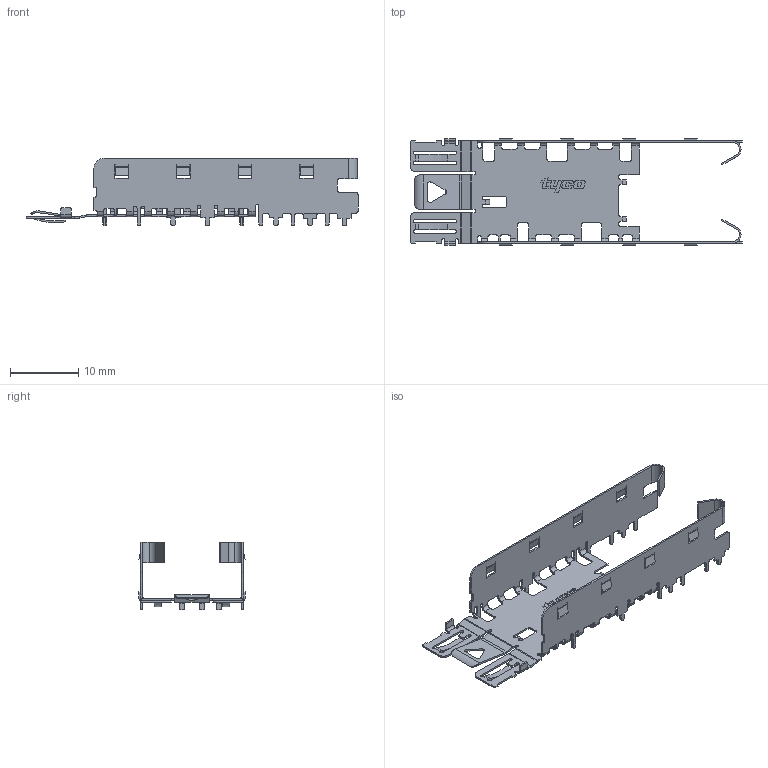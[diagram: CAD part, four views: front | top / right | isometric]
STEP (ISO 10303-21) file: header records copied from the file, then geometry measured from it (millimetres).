
FILE_DESCRIPTION((''),'2;1');
FILE_NAME('TYCO_6367034-1_(Cage Bot).stp','2010-01-21T16:33:26',(''),(''),'Mechanical Desktop 2006','Mechanical Desktop 2006',', , ');
FILE_SCHEMA(('AUTOMOTIVE_DESIGN { 1 2 10303 214 0 1 1 1 }'));
Length unit declared in the file: millimetre
Products named in the file (1): Product
Bounding box: 48.5 x 15.55 x 9.9 mm (x, y, z)
Volume: 256.1 mm3; surface area: 2195.4 mm2
Topology: 1 solids, 1 shells, 648 faces, 2001 edges, 1330 vertices
Faces by surface type: plane 370, cylinder 278
Entity records: 22542 total; most frequent: CARTESIAN_POINT 4016, ORIENTED_EDGE 4002, DIRECTION 3847, EDGE_CURVE 2001, VECTOR 1445, LINE 1445, VERTEX_POINT 1330, AXIS2_PLACEMENT_3D 1201
